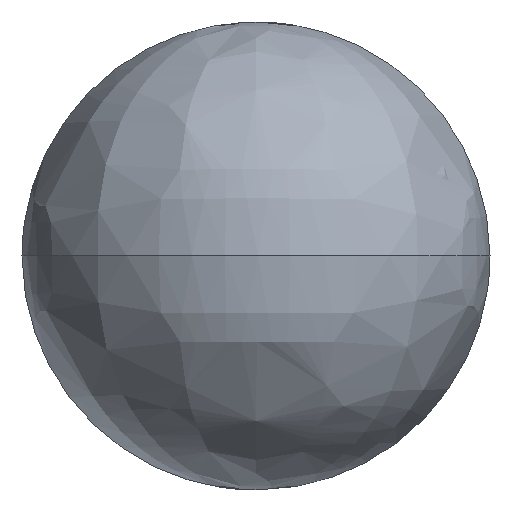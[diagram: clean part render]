
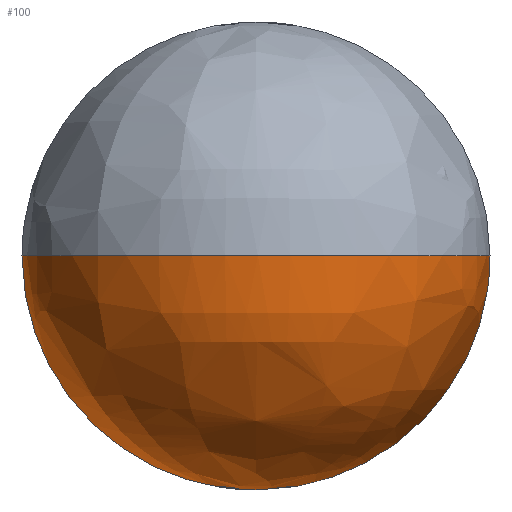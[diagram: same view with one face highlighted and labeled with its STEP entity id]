
A CAD part, top view. The second image highlights one B-rep face of the part: STEP entity #100.
In plain terms, the highlighted free-form (B-spline) face has degree [2, 2] with [5, 3] control points.
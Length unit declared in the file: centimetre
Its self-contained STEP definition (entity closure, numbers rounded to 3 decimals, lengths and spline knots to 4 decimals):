
#100=ADVANCED_FACE($,(#195),#1127,.T.);
#195=FACE_OUTER_BOUND($,#297,.T.);
#297=EDGE_LOOP($,(#641,#642,#643));
#641=ORIENTED_EDGE($,*,*,#894,.T.);
#642=ORIENTED_EDGE($,*,*,#895,.T.);
#643=ORIENTED_EDGE($,*,*,#896,.T.);
#894=EDGE_CURVE($,#1037,#1038,#1279,.T.);
#895=EDGE_CURVE($,#1038,#1039,#1280,.T.);
#896=EDGE_CURVE($,#1039,#1037,#1281,.T.);
#1037=VERTEX_POINT($,#3677);
#1038=VERTEX_POINT($,#3678);
#1039=VERTEX_POINT($,#3679);
#1127=(
BOUNDED_SURFACE()
B_SPLINE_SURFACE(2,2,((#3589,#3590,#3591),(#3592,#3593,#3594),(#3595,#3596,
#3597),(#3598,#3599,#3600),(#3601,#3602,#3603)),.UNSPECIFIED.,.F.,.F.,.F.)
B_SPLINE_SURFACE_WITH_KNOTS((3,2,3),(3,3),(0.,128.6097,257.2194),
(264.4722,528.9444),.UNSPECIFIED.)
GEOMETRIC_REPRESENTATION_ITEM()
RATIONAL_B_SPLINE_SURFACE(((1.,0.707,1.),(0.707,
0.5,0.707),(1.,0.707,1.),(0.707,0.5,
0.707),(1.,0.707,1.)))
REPRESENTATION_ITEM($)
SURFACE()
);
#1279=(
BOUNDED_CURVE()
B_SPLINE_CURVE(2,(#3392,#3393,#3394,#3395,#3396),.UNSPECIFIED.,.F.,.F.)
B_SPLINE_CURVE_WITH_KNOTS((3,2,3),(0.,128.6097,257.2194),
.UNSPECIFIED.)
CURVE()
GEOMETRIC_REPRESENTATION_ITEM()
RATIONAL_B_SPLINE_CURVE((1.,0.707,1.,0.707,1.))
REPRESENTATION_ITEM($)
);
#1280=(
BOUNDED_CURVE()
B_SPLINE_CURVE(2,(#3397,#3398,#3399),.UNSPECIFIED.,.F.,.F.)
B_SPLINE_CURVE_WITH_KNOTS((3,3),(264.4722,528.9444),.UNSPECIFIED.)
CURVE()
GEOMETRIC_REPRESENTATION_ITEM()
RATIONAL_B_SPLINE_CURVE((1.,0.707,1.))
REPRESENTATION_ITEM($)
);
#1281=(
BOUNDED_CURVE()
B_SPLINE_CURVE(2,(#3400,#3401,#3402),.UNSPECIFIED.,.F.,.F.)
B_SPLINE_CURVE_WITH_KNOTS((3,3),(-528.9444,-264.4722),.UNSPECIFIED.)
CURVE()
GEOMETRIC_REPRESENTATION_ITEM()
RATIONAL_B_SPLINE_CURVE((1.,0.707,1.))
REPRESENTATION_ITEM($)
);
#3392=CARTESIAN_POINT($,(175.,0.,1636.4621));
#3393=CARTESIAN_POINT($,(175.,0.,1811.4621));
#3394=CARTESIAN_POINT($,(0.,0.,1811.4621));
#3395=CARTESIAN_POINT($,(-175.,0.,1811.4621));
#3396=CARTESIAN_POINT($,(-175.,0.,1636.4621));
#3397=CARTESIAN_POINT($,(-175.,0.,1636.4621));
#3398=CARTESIAN_POINT($,(-175.,-175.,1636.4621));
#3399=CARTESIAN_POINT($,(0.,-175.,1636.4621));
#3400=CARTESIAN_POINT($,(0.,-175.,1636.4621));
#3401=CARTESIAN_POINT($,(175.,-175.,1636.4621));
#3402=CARTESIAN_POINT($,(175.,0.,1636.4621));
#3589=CARTESIAN_POINT($,(175.,0.,1636.4621));
#3590=CARTESIAN_POINT($,(175.,-175.,1636.4621));
#3591=CARTESIAN_POINT($,(0.,-175.,1636.4621));
#3592=CARTESIAN_POINT($,(175.,0.,1811.4621));
#3593=CARTESIAN_POINT($,(175.,-175.,1811.4621));
#3594=CARTESIAN_POINT($,(0.,-175.,1636.4621));
#3595=CARTESIAN_POINT($,(0.,0.,1811.4621));
#3596=CARTESIAN_POINT($,(0.,-175.,1811.4621));
#3597=CARTESIAN_POINT($,(0.,-175.,1636.4621));
#3598=CARTESIAN_POINT($,(-175.,0.,1811.4621));
#3599=CARTESIAN_POINT($,(-175.,-175.,1811.4621));
#3600=CARTESIAN_POINT($,(0.,-175.,1636.4621));
#3601=CARTESIAN_POINT($,(-175.,0.,1636.4621));
#3602=CARTESIAN_POINT($,(-175.,-175.,1636.4621));
#3603=CARTESIAN_POINT($,(0.,-175.,1636.4621));
#3677=CARTESIAN_POINT($,(175.,0.,1636.4621));
#3678=CARTESIAN_POINT($,(-175.,0.,1636.4621));
#3679=CARTESIAN_POINT($,(0.,-175.,1636.4621));
